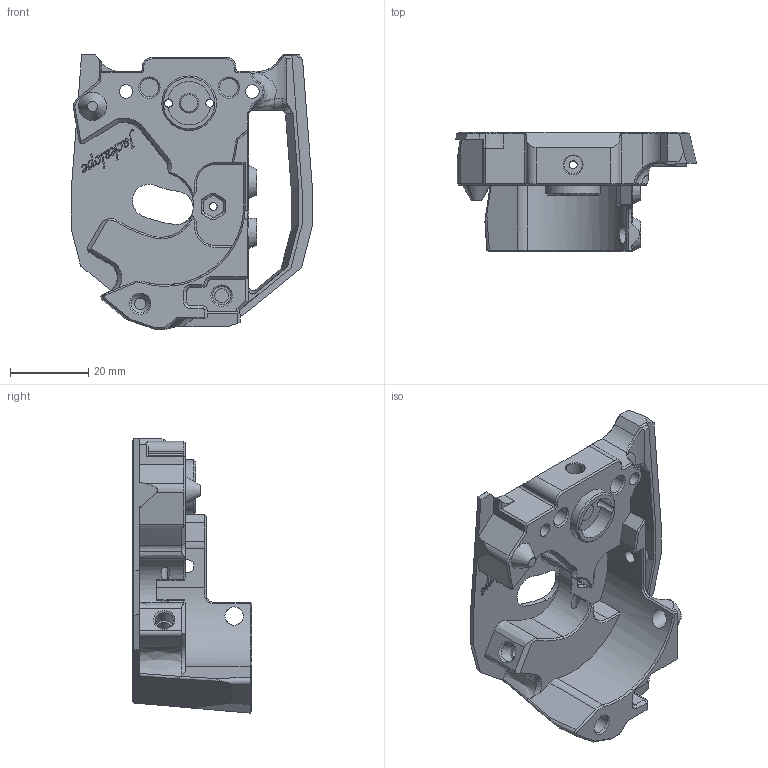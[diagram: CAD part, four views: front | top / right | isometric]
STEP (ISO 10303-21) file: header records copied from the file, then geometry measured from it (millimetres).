
FILE_DESCRIPTION (( 'STEP AP214' ), '1' );
FILE_NAME ('front_body_ECAS_coupler_no_sensor.STEP', '2024-03-27T00:40:26', ( '' ), ( '' ), 'SwSTEP 2.0', 'SolidWorks 2024', '' );
FILE_SCHEMA (( 'AUTOMOTIVE_DESIGN' ));
Length unit declared in the file: millimetre
Products named in the file (1): front_body_ECAS_coupler_no_sensor
Bounding box: 61.78 x 30.6 x 70.3 mm (x, y, z)
Volume: 33737.7 mm3; surface area: 15893.6 mm2
Topology: 1 solids, 1 shells, 911 faces, 2480 edges, 1617 vertices
Faces by surface type: bspline 421, plane 360, cylinder 75, cone 54, torus 1
Full cylindrical faces by diameter (mm): 2 x3, 2.9 x1, 3.3 x1, 3.5 x3, 3.6 x1, 4.3 x1, 4.7 x9, 5 x1, 6 x2, 14 x1
Entity records: 41734 total; most frequent: CARTESIAN_POINT 21981, ORIENTED_EDGE 4844, DIRECTION 2646, EDGE_CURVE 2422, VERTEX_POINT 1603, LINE 1274, VECTOR 1274, EDGE_LOOP 1023
